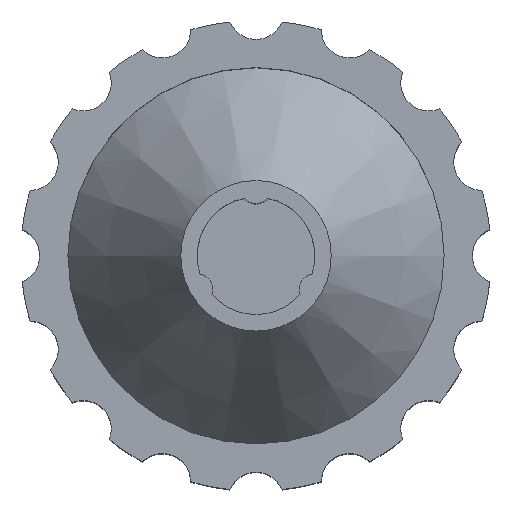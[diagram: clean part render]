
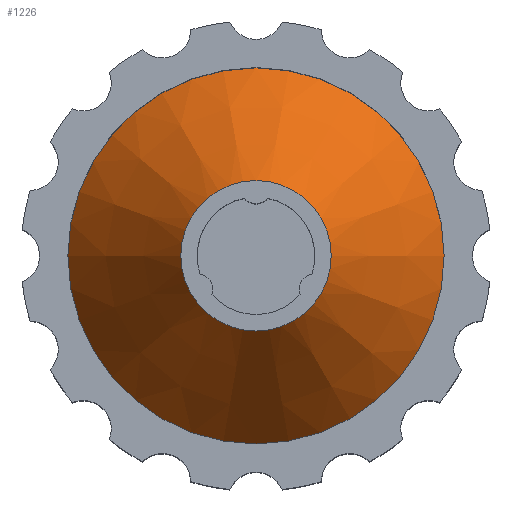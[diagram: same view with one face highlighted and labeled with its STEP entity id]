
A CAD part, top view. The second image highlights one B-rep face of the part: STEP entity #1226.
In plain terms, the highlighted conical face has half-angle 35 degrees and reference radius 7 mm.
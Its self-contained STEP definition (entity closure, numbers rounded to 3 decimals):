
#96=LINE('',#2064,#140);
#140=VECTOR('',#1618,7.);
#183=CONICAL_SURFACE('',#1362,7.,0.611);
#192=FACE_OUTER_BOUND('',#276,.T.);
#276=EDGE_LOOP('',(#841,#842,#843,#844));
#362=CIRCLE('',#1328,10.);
#395=CIRCLE('',#1363,4.);
#482=VERTEX_POINT('',#1993);
#515=VERTEX_POINT('',#2062);
#604=EDGE_CURVE('',#482,#482,#362,.T.);
#637=EDGE_CURVE('',#515,#515,#395,.T.);
#638=EDGE_CURVE('',#515,#482,#96,.T.);
#841=ORIENTED_EDGE('',*,*,#637,.T.);
#842=ORIENTED_EDGE('',*,*,#638,.T.);
#843=ORIENTED_EDGE('',*,*,#604,.T.);
#844=ORIENTED_EDGE('',*,*,#638,.F.);
#1226=ADVANCED_FACE('',(#192),#183,.T.);
#1328=AXIS2_PLACEMENT_3D('',#1995,#1546,#1547);
#1362=AXIS2_PLACEMENT_3D('',#2061,#1614,#1615);
#1363=AXIS2_PLACEMENT_3D('',#2063,#1616,#1617);
#1546=DIRECTION('center_axis',(0.,0.,1.));
#1547=DIRECTION('ref_axis',(-1.,0.,0.));
#1614=DIRECTION('center_axis',(0.,0.,-1.));
#1615=DIRECTION('ref_axis',(-1.,0.,0.));
#1616=DIRECTION('center_axis',(0.,0.,-1.));
#1617=DIRECTION('ref_axis',(-1.,0.,0.));
#1618=DIRECTION('',(0.574,0.,-0.819));
#1993=CARTESIAN_POINT('',(10.,0.,7.431));
#1995=CARTESIAN_POINT('Origin',(0.,0.,7.431));
#2061=CARTESIAN_POINT('Origin',(0.,0.,11.716));
#2062=CARTESIAN_POINT('',(4.,0.,16.));
#2063=CARTESIAN_POINT('Origin',(0.,0.,16.));
#2064=CARTESIAN_POINT('',(7.,0.,11.716));
